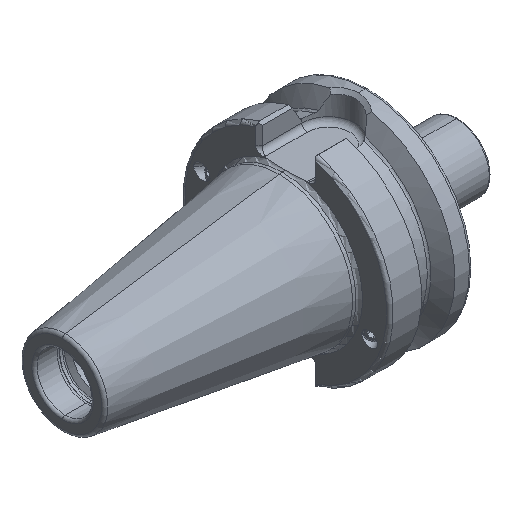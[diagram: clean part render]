
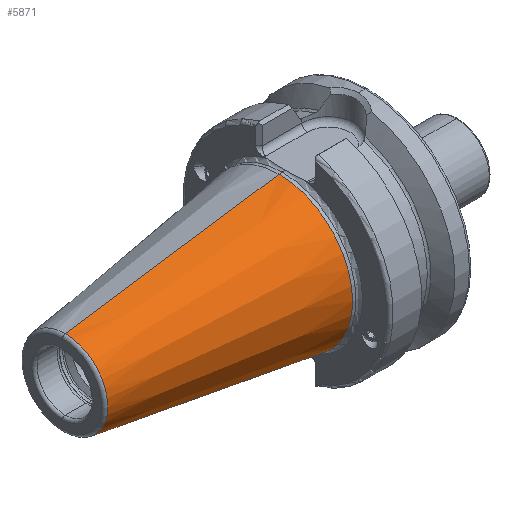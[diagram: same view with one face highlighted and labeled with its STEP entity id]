
A CAD part, isometric view. The second image highlights one B-rep face of the part: STEP entity #5871.
In plain terms, the highlighted conical face has half-angle 8.297 degrees and reference radius 22.225 mm.
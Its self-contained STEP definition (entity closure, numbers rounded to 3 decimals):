
#417 = EDGE_LOOP ( 'NONE', ( #3496, #868, #3008, #995 ) ) ;
#539 = CARTESIAN_POINT ( 'NONE',  ( 0., 0., -22.225 ) ) ;
#645 = DIRECTION ( 'NONE',  ( 0.99, 0., -0.144 ) ) ;
#682 = AXIS2_PLACEMENT_3D ( 'NONE', #1555, #4979, #2045 ) ;
#783 = LINE ( 'NONE', #2073, #6119 ) ;
#868 = ORIENTED_EDGE ( 'NONE', *, *, #1287, .F. ) ;
#995 = ORIENTED_EDGE ( 'NONE', *, *, #2165, .T. ) ;
#1044 = VERTEX_POINT ( 'NONE', #539 ) ;
#1233 = CARTESIAN_POINT ( 'NONE',  ( 0., 0., 22.225 ) ) ;
#1287 = EDGE_CURVE ( 'NONE', #5385, #2458, #3319, .T. ) ;
#1314 = CARTESIAN_POINT ( 'NONE',  ( -64.544, 0., -12.812 ) ) ;
#1555 = CARTESIAN_POINT ( 'NONE',  ( -64.544, 0., 0. ) ) ;
#1622 = CARTESIAN_POINT ( 'NONE',  ( -64.544, 0., 12.812 ) ) ;
#1633 = VERTEX_POINT ( 'NONE', #1233 ) ;
#1917 = CARTESIAN_POINT ( 'NONE',  ( 0., 0., 0. ) ) ;
#2045 = DIRECTION ( 'NONE',  ( 0., 0., 1. ) ) ;
#2073 = CARTESIAN_POINT ( 'NONE',  ( 0., 0., 22.225 ) ) ;
#2147 = AXIS2_PLACEMENT_3D ( 'NONE', #2354, #6265, #4323 ) ;
#2165 = EDGE_CURVE ( 'NONE', #1044, #1633, #2686, .T. ) ;
#2352 = EDGE_CURVE ( 'NONE', #2458, #1633, #783, .T. ) ;
#2354 = CARTESIAN_POINT ( 'NONE',  ( 0., 0., 0. ) ) ;
#2406 = DIRECTION ( 'NONE',  ( 0., 0., 1. ) ) ;
#2458 = VERTEX_POINT ( 'NONE', #1622 ) ;
#2557 = DIRECTION ( 'NONE',  ( 0.99, 0., 0.144 ) ) ;
#2686 = CIRCLE ( 'NONE', #5750, 22.225 ) ;
#2825 = LINE ( 'NONE', #3570, #3991 ) ;
#3008 = ORIENTED_EDGE ( 'NONE', *, *, #3217, .T. ) ;
#3217 = EDGE_CURVE ( 'NONE', #5385, #1044, #2825, .T. ) ;
#3319 = CIRCLE ( 'NONE', #682, 12.812 ) ;
#3444 = CONICAL_SURFACE ( 'NONE', #2147, 22.225, 0.145 ) ;
#3496 = ORIENTED_EDGE ( 'NONE', *, *, #2352, .F. ) ;
#3570 = CARTESIAN_POINT ( 'NONE',  ( 0., 0., -22.225 ) ) ;
#3991 = VECTOR ( 'NONE', #645, 1000. ) ;
#4323 = DIRECTION ( 'NONE',  ( 0., 0., -1. ) ) ;
#4979 = DIRECTION ( 'NONE',  ( -1., 0., 0. ) ) ;
#5333 = DIRECTION ( 'NONE',  ( -1., 0., 0. ) ) ;
#5385 = VERTEX_POINT ( 'NONE', #1314 ) ;
#5750 = AXIS2_PLACEMENT_3D ( 'NONE', #1917, #5333, #2406 ) ;
#5871 = ADVANCED_FACE ( 'NONE', ( #6053 ), #3444, .T. ) ;
#6053 = FACE_OUTER_BOUND ( 'NONE', #417, .T. ) ;
#6119 = VECTOR ( 'NONE', #2557, 1000. ) ;
#6265 = DIRECTION ( 'NONE',  ( 1., 0., 0. ) ) ;
